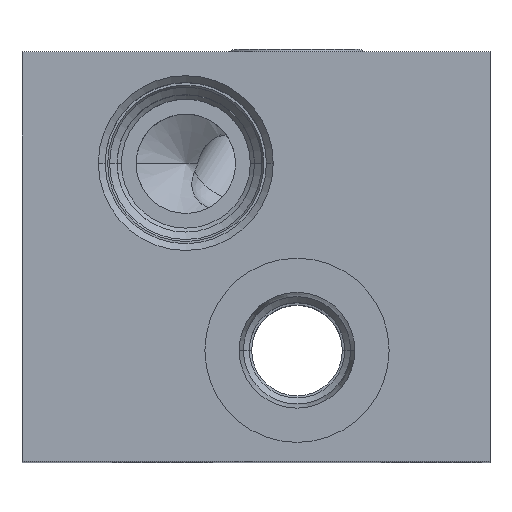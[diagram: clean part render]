
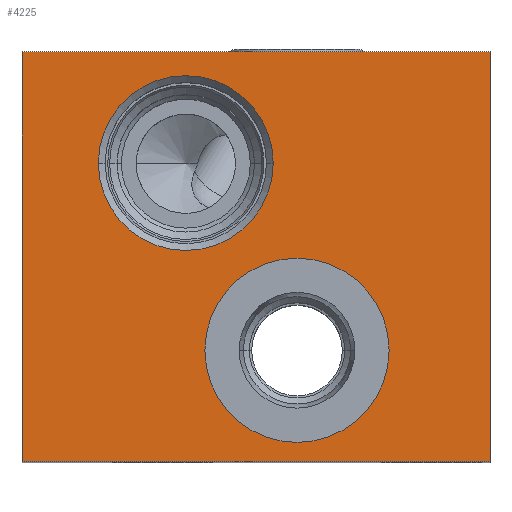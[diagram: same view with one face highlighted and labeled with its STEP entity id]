
A CAD part, top view. The second image highlights one B-rep face of the part: STEP entity #4225.
In plain terms, the highlighted planar face has unit normal (0, 0, 1).
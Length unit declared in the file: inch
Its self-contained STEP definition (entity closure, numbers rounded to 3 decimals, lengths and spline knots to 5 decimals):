
#113=DIRECTION('',(0.,-1.,0.));
#114=VECTOR('',#113,2.188);
#115=CARTESIAN_POINT('',(0.,0.,3.75));
#116=LINE('',#115,#114);
#117=DIRECTION('',(-1.,0.,0.));
#118=VECTOR('',#117,2.5);
#119=CARTESIAN_POINT('',(2.5,0.,3.75));
#120=LINE('',#119,#118);
#121=DIRECTION('',(0.,1.,0.));
#122=VECTOR('',#121,2.188);
#123=CARTESIAN_POINT('',(2.5,-2.188,3.75));
#124=LINE('',#123,#122);
#125=DIRECTION('',(1.,0.,0.));
#126=VECTOR('',#125,2.5);
#127=CARTESIAN_POINT('',(0.,-2.188,3.75));
#128=LINE('',#127,#126);
#129=CARTESIAN_POINT('',(1.469,-1.594,3.75));
#130=DIRECTION('',(0.,0.,-1.));
#131=DIRECTION('',(-1.,0.,0.));
#132=AXIS2_PLACEMENT_3D('',#129,#130,#131);
#134=CARTESIAN_POINT('',(1.469,-1.594,3.75));
#135=DIRECTION('',(0.,0.,-1.));
#136=DIRECTION('',(1.,0.,0.));
#137=AXIS2_PLACEMENT_3D('',#134,#135,#136);
#139=CARTESIAN_POINT('',(0.875,-0.594,3.75));
#140=DIRECTION('',(0.,0.,-1.));
#141=DIRECTION('',(-1.,0.,0.));
#142=AXIS2_PLACEMENT_3D('',#139,#140,#141);
#144=CARTESIAN_POINT('',(0.875,-0.594,3.75));
#145=DIRECTION('',(0.,0.,-1.));
#146=DIRECTION('',(1.,0.,0.));
#147=AXIS2_PLACEMENT_3D('',#144,#145,#146);
#3680=CARTESIAN_POINT('',(0.,0.,3.75));
#3681=CARTESIAN_POINT('',(0.,-2.188,3.75));
#3682=VERTEX_POINT('',#3680);
#3683=VERTEX_POINT('',#3681);
#3684=CARTESIAN_POINT('',(2.5,-2.188,3.75));
#3685=VERTEX_POINT('',#3684);
#3686=CARTESIAN_POINT('',(2.5,0.,3.75));
#3687=VERTEX_POINT('',#3686);
#3688=CARTESIAN_POINT('',(0.977,-1.594,3.75));
#3690=VERTEX_POINT('',#3688);
#3692=CARTESIAN_POINT('',(1.961,-1.594,3.75));
#3694=VERTEX_POINT('',#3692);
#3752=CARTESIAN_POINT('',(1.342,-0.594,3.75));
#3753=VERTEX_POINT('',#3752);
#3762=CARTESIAN_POINT('',(0.408,-0.594,3.75));
#3763=VERTEX_POINT('',#3762);
#4202=CARTESIAN_POINT('',(0.,0.,3.75));
#4203=DIRECTION('',(0.,0.,1.));
#4204=DIRECTION('',(1.,0.,0.));
#4205=AXIS2_PLACEMENT_3D('',#4202,#4203,#4204);
#4206=PLANE('',#4205);
#4207=ORIENTED_EDGE('',*,*,#4124,.F.);
#4208=ORIENTED_EDGE('',*,*,#4139,.F.);
#4209=ORIENTED_EDGE('',*,*,#4171,.F.);
#4210=ORIENTED_EDGE('',*,*,#4184,.F.);
#4211=EDGE_LOOP('',(#4207,#4208,#4209,#4210));
#4212=FACE_OUTER_BOUND('',#4211,.F.);
#4214=ORIENTED_EDGE('',*,*,#4213,.F.);
#4216=ORIENTED_EDGE('',*,*,#4215,.F.);
#4217=EDGE_LOOP('',(#4214,#4216));
#4218=FACE_BOUND('',#4217,.F.);
#4220=ORIENTED_EDGE('',*,*,#4219,.F.);
#4222=ORIENTED_EDGE('',*,*,#4221,.F.);
#4223=EDGE_LOOP('',(#4220,#4222));
#4224=FACE_BOUND('',#4223,.F.);
#4225=ADVANCED_FACE('',(#4212,#4218,#4224),#4206,.T.);
#133=CIRCLE('',#132,0.492);
#138=CIRCLE('',#137,0.492);
#143=CIRCLE('',#142,0.467);
#148=CIRCLE('',#147,0.467);
#4124=EDGE_CURVE('',#3682,#3683,#116,.T.);
#4139=EDGE_CURVE('',#3687,#3682,#120,.T.);
#4171=EDGE_CURVE('',#3685,#3687,#124,.T.);
#4184=EDGE_CURVE('',#3683,#3685,#128,.T.);
#4213=EDGE_CURVE('',#3690,#3694,#133,.T.);
#4215=EDGE_CURVE('',#3694,#3690,#138,.T.);
#4219=EDGE_CURVE('',#3763,#3753,#143,.T.);
#4221=EDGE_CURVE('',#3753,#3763,#148,.T.);
